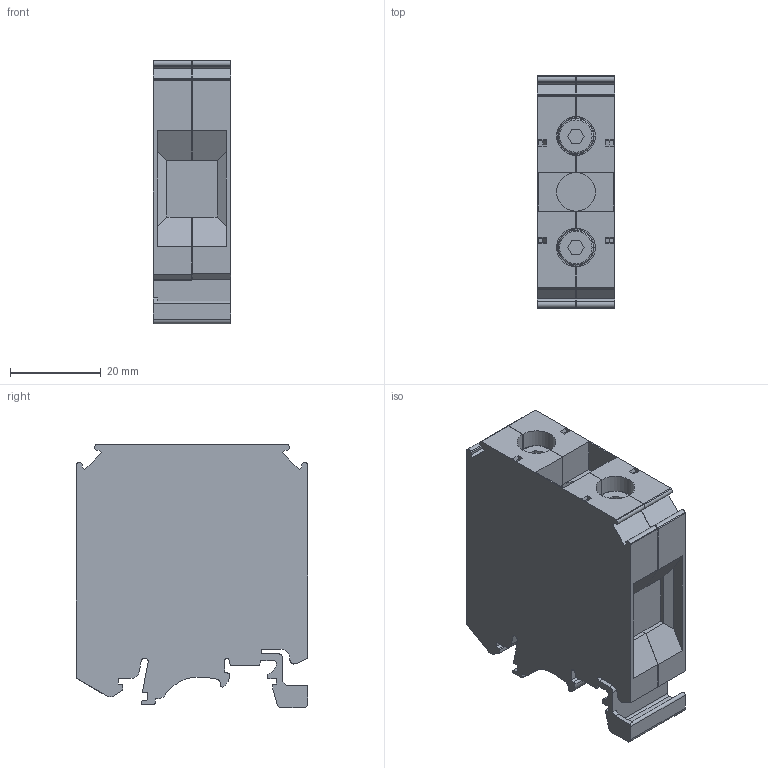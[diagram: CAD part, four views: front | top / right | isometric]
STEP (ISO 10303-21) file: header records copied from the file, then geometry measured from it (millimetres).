
FILE_DESCRIPTION(/* description */ ('Unknown'),/* implementation_level */ '2;1');
FILE_NAME(/* name */ 'KUT35A_3D_SOLID',/* time_stamp */ '2024-11-12T12:32:24+05:00',/* author */ ('Unknown'),/* organization */ ('Unknown'),/* preprocessor_version */ 'ST-DEVELOPER v16.7',/* originating_system */ 'Solid Edge',/* authorisation */ 'Unknown');
FILE_SCHEMA (('AUTOMOTIVE_DESIGN {1 0 10303 214 3 1 1}'));
Length unit declared in the file: millimetre
Products named in the file (1): KUT35A_3D_SOLID-1458 (1)
Bounding box: 17.05 x 51 x 58 mm (x, y, z)
Volume: 29209.2 mm3; surface area: 21405.7 mm2
Topology: 1 solids, 18 shells, 701 faces, 1880 edges, 1231 vertices
Faces by surface type: plane 409, cylinder 138, torus 84, cone 52, bspline 18
Full cylindrical faces by diameter (mm): 2.5 x2, 2.65 x15, 3 x2, 3.21 x6, 3.22 x12, 5 x2, 6 x2, 10 x2
Entity records: 25456 total; most frequent: CARTESIAN_POINT 3960, DIRECTION 3327, ORIENTED_EDGE 3306, EDGE_CURVE 1653, VERTEX_POINT 1157, LINE 1133, VECTOR 1133, AXIS2_PLACEMENT_3D 1097
